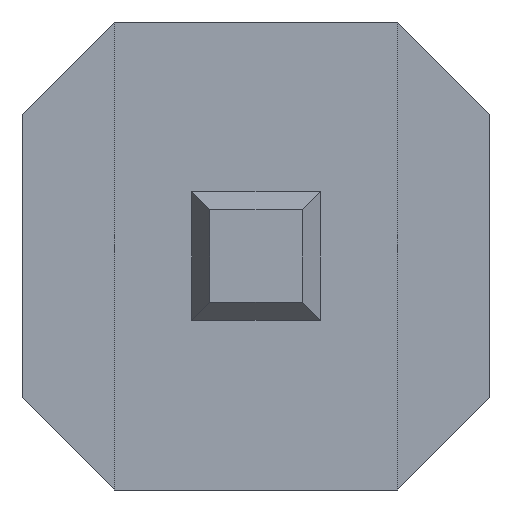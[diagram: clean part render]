
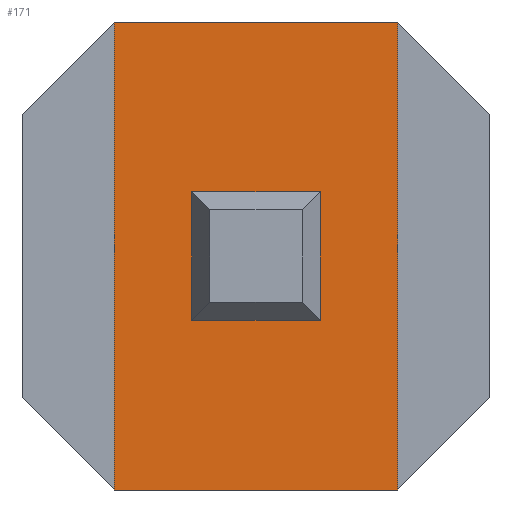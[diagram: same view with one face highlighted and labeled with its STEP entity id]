
A CAD part, front view. The second image highlights one B-rep face of the part: STEP entity #171.
In plain terms, the highlighted planar face has unit normal (0, -1, 0).
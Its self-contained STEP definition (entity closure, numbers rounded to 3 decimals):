
#171=ADVANCED_FACE('',(#401,#403),#405,.F.);
#401=FACE_BOUND('',#402,.T.);
#402=EDGE_LOOP('',(#597,#598,#599,#600));
#403=FACE_BOUND('',#404,.T.);
#404=EDGE_LOOP('',(#601,#602,#603,#604));
#405=PLANE('',#406);
#406=AXIS2_PLACEMENT_3D('',#407,#408,#409);
#407=CARTESIAN_POINT('',(-0.77,0.54,-1.27));
#408=DIRECTION('',(0.,1.,0.));
#409=DIRECTION('',(0.,-0.,1.));
#597=ORIENTED_EDGE('',*,*,#717,.F.);
#598=ORIENTED_EDGE('',*,*,#708,.T.);
#599=ORIENTED_EDGE('',*,*,#718,.F.);
#600=ORIENTED_EDGE('',*,*,#697,.F.);
#601=ORIENTED_EDGE('',*,*,#719,.F.);
#602=ORIENTED_EDGE('',*,*,#720,.F.);
#603=ORIENTED_EDGE('',*,*,#721,.F.);
#604=ORIENTED_EDGE('',*,*,#722,.F.);
#697=EDGE_CURVE('',#789,#790,#791,.T.);
#708=EDGE_CURVE('',#807,#804,#808,.T.);
#717=EDGE_CURVE('',#807,#789,#821,.T.);
#718=EDGE_CURVE('',#790,#804,#822,.T.);
#719=EDGE_CURVE('',#823,#824,#825,.T.);
#720=EDGE_CURVE('',#826,#823,#827,.T.);
#721=EDGE_CURVE('',#828,#826,#829,.T.);
#722=EDGE_CURVE('',#824,#828,#830,.T.);
#789=VERTEX_POINT('',#953);
#790=VERTEX_POINT('',#954);
#791=LINE('',#955,#956);
#804=VERTEX_POINT('',#986);
#807=VERTEX_POINT('',#993);
#808=LINE('',#994,#995);
#821=LINE('',#1025,#1026);
#822=LINE('',#1028,#1029);
#823=VERTEX_POINT('',#1031);
#824=VERTEX_POINT('',#1032);
#825=LINE('',#1033,#1034);
#826=VERTEX_POINT('',#1036);
#827=LINE('',#1037,#1038);
#828=VERTEX_POINT('',#1040);
#829=LINE('',#1041,#1042);
#830=LINE('',#1044,#1045);
#953=CARTESIAN_POINT('',(-0.77,0.54,1.27));
#954=CARTESIAN_POINT('',(0.77,0.54,1.27));
#955=CARTESIAN_POINT('',(-0.77,0.54,1.27));
#956=VECTOR('',#957,1.);
#957=DIRECTION('',(1.,0.,0.));
#986=CARTESIAN_POINT('',(0.77,0.54,-1.27));
#993=CARTESIAN_POINT('',(-0.77,0.54,-1.27));
#994=CARTESIAN_POINT('',(-0.77,0.54,-1.27));
#995=VECTOR('',#996,1.);
#996=DIRECTION('',(1.,0.,0.));
#1025=CARTESIAN_POINT('',(-0.77,0.54,-1.27));
#1026=VECTOR('',#1027,1.);
#1027=DIRECTION('',(0.,0.,1.));
#1028=CARTESIAN_POINT('',(0.77,0.54,1.27));
#1029=VECTOR('',#1030,1.);
#1030=DIRECTION('',(0.,0.,-1.));
#1031=CARTESIAN_POINT('',(0.35,0.54,-0.35));
#1032=CARTESIAN_POINT('',(0.35,0.54,0.35));
#1033=CARTESIAN_POINT('',(0.35,0.54,-0.35));
#1034=VECTOR('',#1035,1.);
#1035=DIRECTION('',(0.,0.,1.));
#1036=CARTESIAN_POINT('',(-0.35,0.54,-0.35));
#1037=CARTESIAN_POINT('',(-0.35,0.54,-0.35));
#1038=VECTOR('',#1039,1.);
#1039=DIRECTION('',(1.,0.,0.));
#1040=CARTESIAN_POINT('',(-0.35,0.54,0.35));
#1041=CARTESIAN_POINT('',(-0.35,0.54,0.35));
#1042=VECTOR('',#1043,1.);
#1043=DIRECTION('',(0.,0.,-1.));
#1044=CARTESIAN_POINT('',(0.35,0.54,0.35));
#1045=VECTOR('',#1046,1.);
#1046=DIRECTION('',(-1.,0.,0.));
